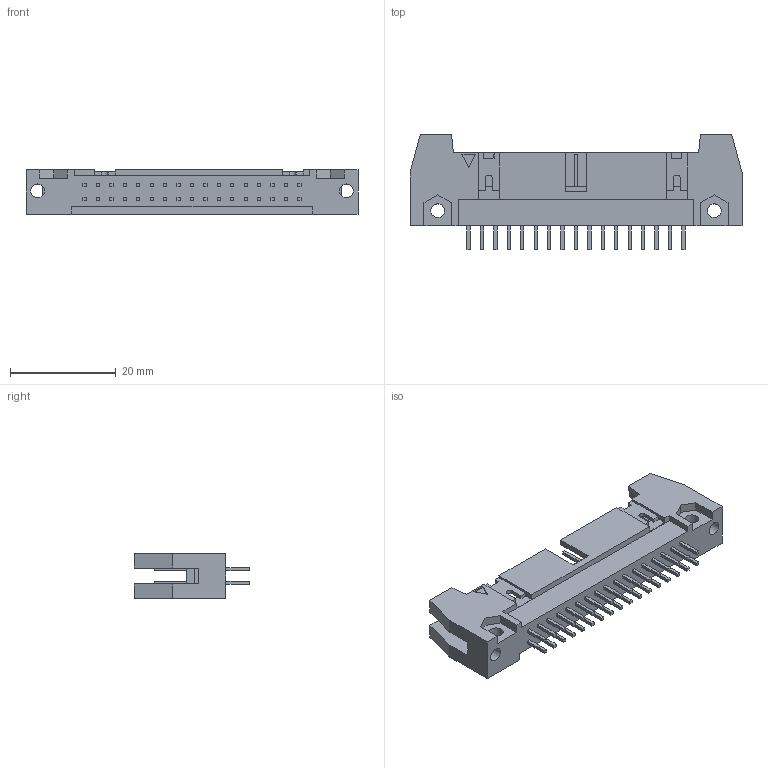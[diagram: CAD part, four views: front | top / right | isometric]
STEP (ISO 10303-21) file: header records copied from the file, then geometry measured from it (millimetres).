
FILE_DESCRIPTION(/* description */ (''),/* implementation_level */ '2;1');
FILE_NAME(/* name */ '100601839ugm000_b.stp',/* time_stamp */ '2016-02-01T09:06:07+01:00',/* author */ (''),/* organization */ (''),/* preprocessor_version */ 'ST-DEVELOPER v16',/* originating_system */ 'SIEMENS PLM Software NX 10.0',/* authorisation */ '');
FILE_SCHEMA (('AUTOMOTIVE_DESIGN { 1 0 10303 214 3 1 1 1 }'));
Length unit declared in the file: millimetre
Products named in the file (1): 100601839ugm000_b
Bounding box: 62.8 x 21.8 x 8.5 mm (x, y, z)
Volume: 4452.9 mm3; surface area: 5213.9 mm2
Topology: 1 solids, 1 shells, 448 faces, 1137 edges, 754 vertices
Faces by surface type: plane 442, cylinder 6
Full cylindrical faces by diameter (mm): 2.6 x4
Entity records: 15642 total; most frequent: CARTESIAN_POINT 2340, ORIENTED_EDGE 2274, DIRECTION 2055, EDGE_CURVE 1137, LINE 1117, VECTOR 1117, VERTEX_POINT 754, EDGE_LOOP 523
